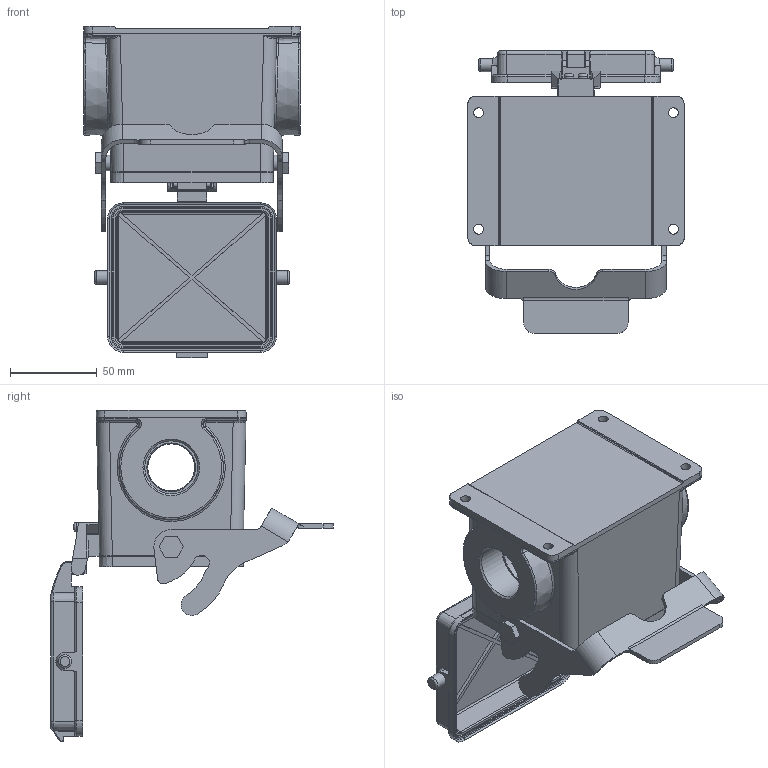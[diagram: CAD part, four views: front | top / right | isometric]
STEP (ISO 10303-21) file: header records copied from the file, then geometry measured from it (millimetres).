
FILE_DESCRIPTION(/* description */ (''),/* implementation_level */ '2;1');
FILE_NAME(/* name */ 'H32B-SF-1L-CV-XXX.stp',/* time_stamp */ '2023-09-20T07:56:46+08:00',/* author */ (''),/* organization */ (''),/* preprocessor_version */ 'ST-DEVELOPER v16',/* originating_system */ 'SIEMENS PLM Software NX 10.0',/* authorisation */ '');
FILE_SCHEMA (('AUTOMOTIVE_DESIGN { 1 0 10303 214 3 1 1 1 }'));
Products named in the file (1): Admi16F8F3C4yvi5
Bounding box: 124.6 x 162.7 x 190.38 mm (x, y, z)
Volume: 362622.6 mm3; surface area: 137319.3 mm2
Topology: 1 solids, 5 shells, 972 faces, 2516 edges, 1572 vertices
Faces by surface type: cylinder 367, plane 355, bspline 132, torus 60, cone 34, extrusion 20, sphere 4
Full cylindrical faces by diameter (mm): 2.5 x10, 3 x38, 3.2 x2, 3.5 x12, 5 x4, 5.5 x2, 5.7 x4, 7.7 x2, 9 x4, 27 x1, 28 x1, 29 x1, 30.5 x1
Entity records: 63017 total; most frequent: CARTESIAN_POINT 41282, ORIENTED_EDGE 4610, DIRECTION 4357, EDGE_CURVE 2305, AXIS2_PLACEMENT_3D 1606, VERTEX_POINT 1469, VECTOR 1145, LINE 1125
